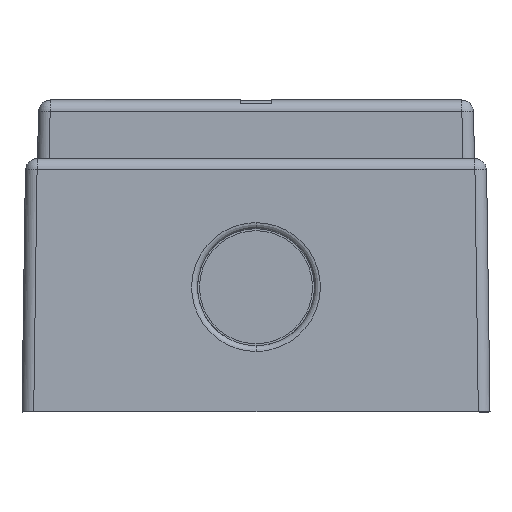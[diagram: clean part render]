
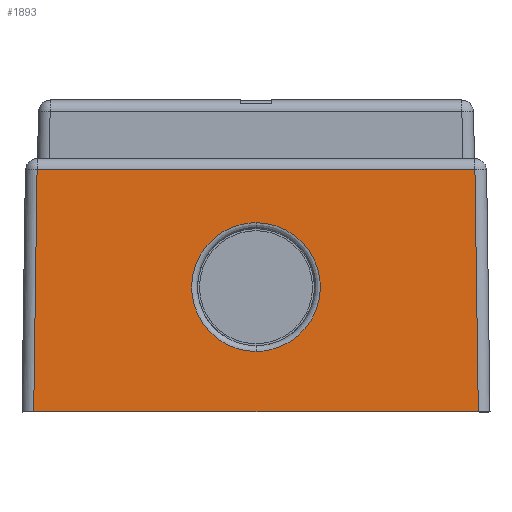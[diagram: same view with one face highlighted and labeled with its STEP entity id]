
A CAD part, front view. The second image highlights one B-rep face of the part: STEP entity #1893.
In plain terms, the highlighted planar face has unit normal (0, -1, 0.018).
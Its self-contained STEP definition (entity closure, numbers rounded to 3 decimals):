
#82=CARTESIAN_POINT('',(-1.5,19.,-8.));
#84=DIRECTION('',(1.,0.,0.));
#85=VECTOR('',#84,11.4);
#86=CARTESIAN_POINT('',(-12.9,19.,-8.));
#87=LINE('',#86,#85);
#124=DIRECTION('',(0.014,-0.017,-1.));
#125=VECTOR('',#124,6.207);
#126=CARTESIAN_POINT('',(-1.587,19.108,-1.795));
#127=LINE('',#126,#125);
#128=DIRECTION('',(0.014,0.017,1.));
#129=VECTOR('',#128,6.207);
#130=CARTESIAN_POINT('',(-12.9,19.,-8.));
#131=LINE('',#130,#129);
#136=DIRECTION('',(-1.,0.,0.));
#137=VECTOR('',#136,11.227);
#138=CARTESIAN_POINT('',(-1.587,19.108,-1.795));
#139=LINE('',#138,#137);
#1323=CARTESIAN_POINT('',(-7.2,19.085,
-3.147));
#1324=CARTESIAN_POINT('',(-7.08,19.085,
-3.147));
#1325=CARTESIAN_POINT('',(-6.844,19.084,
-3.173));
#1326=CARTESIAN_POINT('',(-6.492,19.082,
-3.291));
#1327=CARTESIAN_POINT('',(-6.173,19.079,
-3.488));
#1328=CARTESIAN_POINT('',(-5.906,19.074,
-3.75));
#1329=CARTESIAN_POINT('',(-5.702,19.069,
-4.071));
#1330=CARTESIAN_POINT('',(-5.578,19.062,
-4.426));
#1331=CARTESIAN_POINT('',(-5.536,19.056,
-4.796));
#1332=CARTESIAN_POINT('',(-5.577,19.049,
-5.164));
#1333=CARTESIAN_POINT('',(-5.7,19.043,
-5.519));
#1334=CARTESIAN_POINT('',(-5.902,19.038,
-5.839));
#1335=CARTESIAN_POINT('',(-6.169,19.033,
-6.103));
#1336=CARTESIAN_POINT('',(-6.489,19.03,
-6.302));
#1337=CARTESIAN_POINT('',(-6.842,19.028,
-6.422));
#1338=CARTESIAN_POINT('',(-7.079,19.027,
-6.448));
#1339=CARTESIAN_POINT('',(-7.2,19.027,
-6.447));
#1349=CARTESIAN_POINT('',(-7.2,19.027,
-6.447));
#1350=CARTESIAN_POINT('',(-7.32,19.027,
-6.448));
#1351=CARTESIAN_POINT('',(-7.556,19.028,
-6.422));
#1352=CARTESIAN_POINT('',(-7.908,19.03,
-6.303));
#1353=CARTESIAN_POINT('',(-8.227,19.033,
-6.107));
#1354=CARTESIAN_POINT('',(-8.494,19.038,
-5.844));
#1355=CARTESIAN_POINT('',(-8.698,19.043,
-5.524));
#1356=CARTESIAN_POINT('',(-8.822,19.049,
-5.168));
#1357=CARTESIAN_POINT('',(-8.864,19.056,
-4.799));
#1358=CARTESIAN_POINT('',(-8.823,19.062,
-4.431));
#1359=CARTESIAN_POINT('',(-8.7,19.068,
-4.076));
#1360=CARTESIAN_POINT('',(-8.498,19.074,
-3.756));
#1361=CARTESIAN_POINT('',(-8.232,19.079,
-3.492));
#1362=CARTESIAN_POINT('',(-7.912,19.082,
-3.293));
#1363=CARTESIAN_POINT('',(-7.558,19.084,
-3.173));
#1364=CARTESIAN_POINT('',(-7.321,19.085,
-3.147));
#1365=CARTESIAN_POINT('',(-7.2,19.085,
-3.147));
#1648=CARTESIAN_POINT('',(-12.813,19.108,
-1.795));
#1649=VERTEX_POINT('',#1648);
#1650=CARTESIAN_POINT('',(-1.587,19.108,
-1.795));
#1651=VERTEX_POINT('',#1650);
#1655=VERTEX_POINT('',#82);
#1656=CARTESIAN_POINT('',(-12.9,19.,
-8.));
#1657=VERTEX_POINT('',#1656);
#1708=VERTEX_POINT('',#1349);
#1709=VERTEX_POINT('',#1365);
#1874=CARTESIAN_POINT('',(-7.2,19.,-8.));
#1875=DIRECTION('',(0.,-1.,0.017));
#1876=DIRECTION('',(0.,0.017,1.));
#1877=AXIS2_PLACEMENT_3D('',#1874,#1875,#1876);
#1878=PLANE('',#1877);
#1880=ORIENTED_EDGE('',*,*,#1879,.F.);
#1881=ORIENTED_EDGE('',*,*,#1825,.T.);
#1882=ORIENTED_EDGE('',*,*,#1838,.F.);
#1884=ORIENTED_EDGE('',*,*,#1883,.T.);
#1885=EDGE_LOOP('',(#1880,#1881,#1882,#1884));
#1886=FACE_OUTER_BOUND('',#1885,.F.);
#1888=ORIENTED_EDGE('',*,*,#1887,.F.);
#1890=ORIENTED_EDGE('',*,*,#1889,.F.);
#1891=EDGE_LOOP('',(#1888,#1890));
#1892=FACE_BOUND('',#1891,.F.);
#1893=ADVANCED_FACE('',(#1886,#1892),#1878,.T.);
#1340=B_SPLINE_CURVE_WITH_KNOTS('',3,(#1323,#1324,#1325,#1326,#1327,#1328,#1329,
#1330,#1331,#1332,#1333,#1334,#1335,#1336,#1337,#1338,#1339),.UNSPECIFIED.,.F.,
.F.,(4,1,1,1,1,1,1,1,1,1,1,1,1,1,4),(0.,0.071,0.143,
0.214,0.286,0.357,0.429,0.5,
0.571,0.643,0.714,0.786,
0.857,0.929,1.),.UNSPECIFIED.);
#1366=B_SPLINE_CURVE_WITH_KNOTS('',3,(#1349,#1350,#1351,#1352,#1353,#1354,#1355,
#1356,#1357,#1358,#1359,#1360,#1361,#1362,#1363,#1364,#1365),.UNSPECIFIED.,.F.,
.F.,(4,1,1,1,1,1,1,1,1,1,1,1,1,1,4),(0.,0.071,0.143,
0.214,0.286,0.357,0.429,0.5,
0.571,0.643,0.714,0.786,
0.857,0.929,1.),.UNSPECIFIED.);
#1825=EDGE_CURVE('',#1651,#1655,#127,.T.);
#1838=EDGE_CURVE('',#1657,#1655,#87,.T.);
#1879=EDGE_CURVE('',#1651,#1649,#139,.T.);
#1883=EDGE_CURVE('',#1657,#1649,#131,.T.);
#1887=EDGE_CURVE('',#1709,#1708,#1340,.T.);
#1889=EDGE_CURVE('',#1708,#1709,#1366,.T.);
